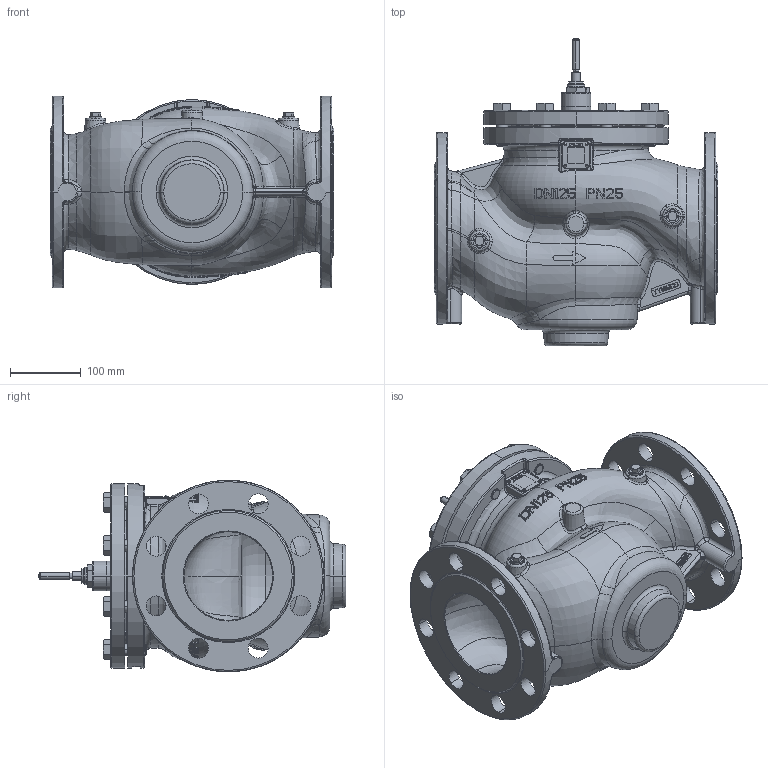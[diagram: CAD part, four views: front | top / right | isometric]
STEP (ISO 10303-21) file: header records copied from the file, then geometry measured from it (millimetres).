
FILE_DESCRIPTION((''),'2;1');
FILE_NAME('065B5510_VFG22_PN25_DN125_ASM','2024-03-25T15:54:37',('U384264'),('Danfoss'),'CREO PARAMETRIC BY PTC INC, 2022124','CREO PARAMETRIC BY PTC INC, 2022124','');
FILE_SCHEMA(('CONFIG_CONTROL_DESIGN'));
Products named in the file (12): 88650100_VALVE_B_VFG_DN125_PN25; 88650800_VALVE_C_VFG_DN125_PN25; 88652210_VFG_STEM_DN125; 88652420_CON_INSERT_DN65-125; 54590640; HEX_SCREW_DIN931_M16X50; 51817290_M5_ZATIC; LABEL_PLATE_37X37; 5589607; 54540510; 188610240; 065B5510_VFG22_PN25_DN125_ASM
Assembly tree (23 placements, depth 2):
  065B5510_VFG22_PN25_DN125_ASM
    88650100_VALVE_B_VFG_DN125_PN25
    88650800_VALVE_C_VFG_DN125_PN25
    88652210_VFG_STEM_DN125
    88652420_CON_INSERT_DN65-125
    54590640
    HEX_SCREW_DIN931_M16X50  x8
    51817290_M5_ZATIC
    LABEL_PLATE_37X37
    5589607  x4
    54540510  x2
    188610240  x2
Bounding box: 400 x 433.4 x 270 mm (x, y, z)
Volume: 7613400.5 mm3; surface area: 1134175.1 mm2
Topology: 23 solids, 62 shells, 2939 faces, 7760 edges, 4986 vertices
Faces by surface type: plane 1820, cylinder 422, bspline 257, cone 226, torus 115, extrusion 54, revolution 31, sphere 14
Entity records: 114917 total; most frequent: CARTESIAN_POINT 51876, ORIENTED_EDGE 14006, DIRECTION 11290, EDGE_CURVE 7084, VERTEX_POINT 4606, VECTOR 4005, LINE 3951, AXIS2_PLACEMENT_3D 3627
